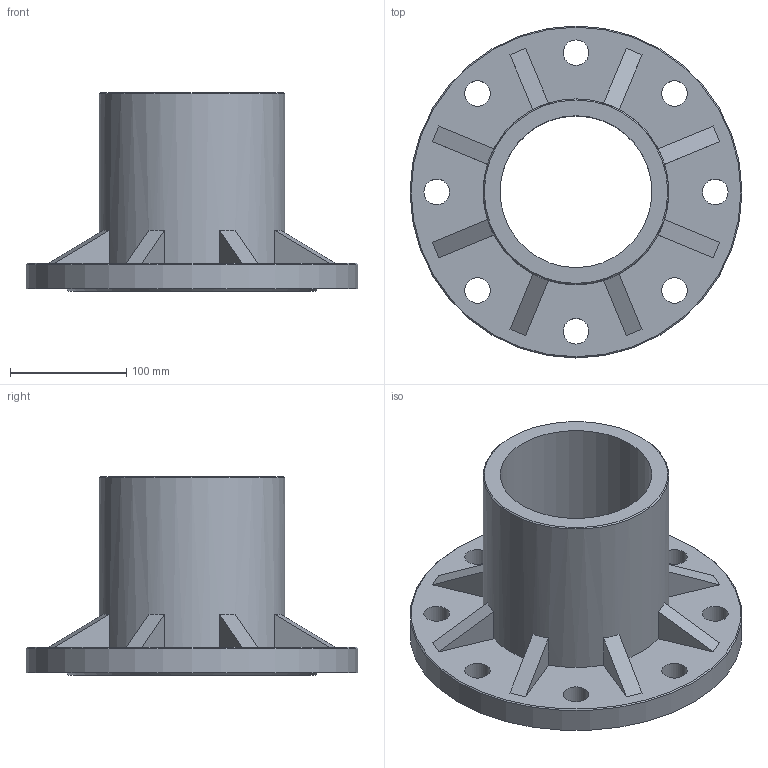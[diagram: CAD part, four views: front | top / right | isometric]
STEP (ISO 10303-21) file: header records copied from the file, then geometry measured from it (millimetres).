
FILE_DESCRIPTION( ( 'STEP AP214' ), '1' );
FILE_NAME( '70162016011(architecture400).stp', '2021-11-25T11:36:17', ( 'License CC BY-ND 4.0' ), ( 'CADENAS' ), ' ', 'PARTsolutions', ' ' );
FILE_SCHEMA( ( 'AUTOMOTIVE_DESIGN { 1 0 10303 214 1 1 1 1 }' ) );
Length unit declared in the file: millimetre
Products named in the file (1): _70162016011(architecture400)
Bounding box: 286 x 286 x 171 mm (x, y, z)
Volume: 2160117 mm3; surface area: 281055.8 mm2
Topology: 1 solids, 1 shells, 45 faces, 126 edges, 86 vertices
Faces by surface type: plane 29, cylinder 11, cone 5
Full cylindrical faces by diameter (mm): 22 x8, 130.8 x1, 160 x1, 286 x1
Entity records: 1714 total; most frequent: DIRECTION 236, CARTESIAN_POINT 222, ORIENTED_EDGE 200, EDGE_CURVE 100, AXIS2_PLACEMENT_3D 90, EDGE_LOOP 82, VERTEX_POINT 76, FACE_OUTER_BOUND 56
